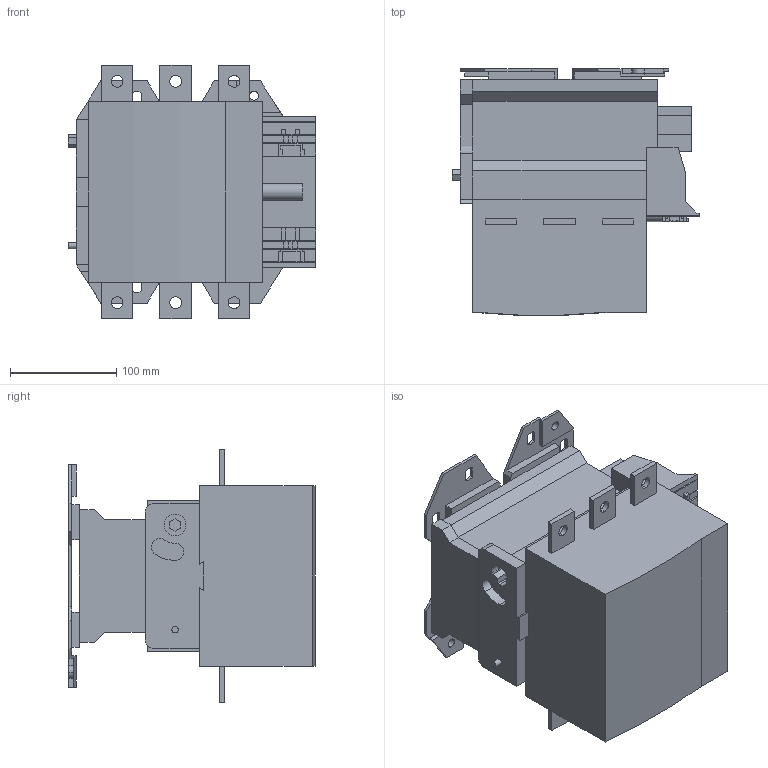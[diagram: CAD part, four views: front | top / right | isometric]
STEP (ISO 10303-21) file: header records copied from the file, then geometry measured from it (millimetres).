
FILE_DESCRIPTION((''),'2;1');
FILE_NAME('LC1F500','2017-12-22T',('SESA468396'),('Schneider-Electric'),'PRO/ENGINEER BY PARAMETRIC TECHNOLOGY CORPORATION, 2015440','PRO/ENGINEER BY PARAMETRIC TECHNOLOGY CORPORATION, 2015440','');
FILE_SCHEMA(('CONFIG_CONTROL_DESIGN'));
Length unit declared in the file: millimetre
Products named in the file (1): LC1F500
Bounding box: 233.1 x 231.65 x 238 mm (x, y, z)
Volume: 5835448 mm3; surface area: 311877.3 mm2
Topology: 1 solids, 1 shells, 379 faces, 1032 edges, 670 vertices
Faces by surface type: plane 323, cylinder 56
Entity records: 11856 total; most frequent: CARTESIAN_POINT 2087, ORIENTED_EDGE 2064, DIRECTION 1898, EDGE_CURVE 1032, VECTOR 920, LINE 920, VERTEX_POINT 670, AXIS2_PLACEMENT_3D 489
